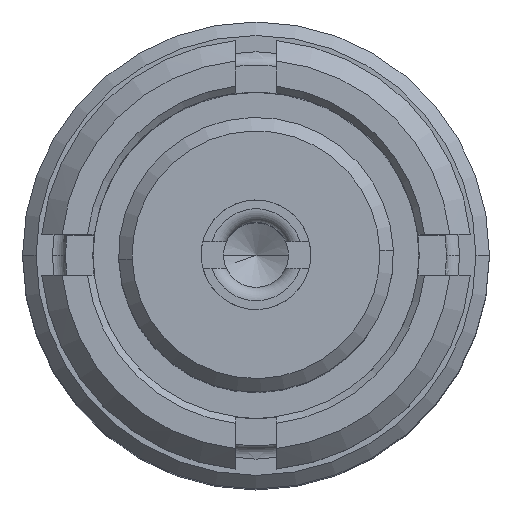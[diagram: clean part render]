
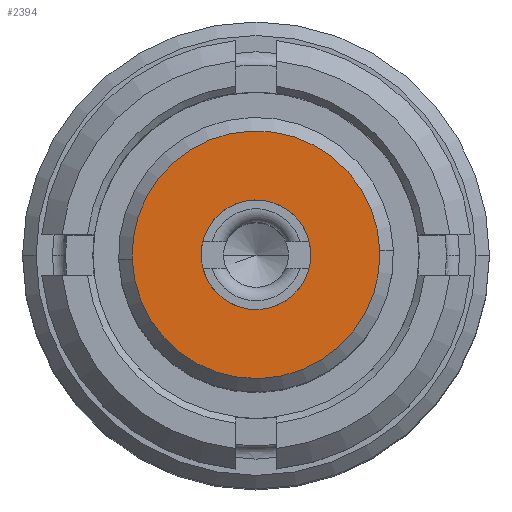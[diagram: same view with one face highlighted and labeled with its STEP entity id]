
A CAD part, top view. The second image highlights one B-rep face of the part: STEP entity #2394.
In plain terms, the highlighted planar face has unit normal (0, 0, 1).
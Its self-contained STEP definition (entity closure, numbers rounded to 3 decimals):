
#115 = ORIENTED_EDGE ( 'NONE', *, *, #3657, .F. ) ;
#118 = CARTESIAN_POINT ( 'NONE',  ( 0., 0., -0.05 ) ) ;
#141 = EDGE_CURVE ( 'NONE', #686, #861, #1786, .T. ) ;
#376 = PLANE ( 'NONE',  #3312 ) ;
#437 = DIRECTION ( 'NONE',  ( 0.999, 0.035, 0. ) ) ;
#478 = EDGE_LOOP ( 'NONE', ( #1431, #3833 ) ) ;
#663 = DIRECTION ( 'NONE',  ( 0., 0., 1. ) ) ;
#686 = VERTEX_POINT ( 'NONE', #2504 ) ;
#759 = CARTESIAN_POINT ( 'NONE',  ( 0., 0., -0.05 ) ) ;
#861 = VERTEX_POINT ( 'NONE', #1284 ) ;
#1039 = DIRECTION ( 'NONE',  ( 0., 0., 1. ) ) ;
#1086 = DIRECTION ( 'NONE',  ( -0.999, -0.035, 0. ) ) ;
#1214 = CIRCLE ( 'NONE', #2471, 0.915 ) ;
#1284 = CARTESIAN_POINT ( 'NONE',  ( 0.405, 0.014, -0.05 ) ) ;
#1288 = EDGE_LOOP ( 'NONE', ( #115, #3336 ) ) ;
#1337 = FACE_OUTER_BOUND ( 'NONE', #478, .T. ) ;
#1431 = ORIENTED_EDGE ( 'NONE', *, *, #1455, .T. ) ;
#1435 = FACE_BOUND ( 'NONE', #1288, .T. ) ;
#1455 = EDGE_CURVE ( 'NONE', #2568, #2090, #2171, .T. ) ;
#1525 = AXIS2_PLACEMENT_3D ( 'NONE', #2487, #663, #2796 ) ;
#1604 = CARTESIAN_POINT ( 'NONE',  ( -0.014, 0.405, -0.05 ) ) ;
#1786 = CIRCLE ( 'NONE', #1525, 0.405 ) ;
#1918 = DIRECTION ( 'NONE',  ( -0.999, -0.035, 0. ) ) ;
#2090 = VERTEX_POINT ( 'NONE', #2335 ) ;
#2171 = CIRCLE ( 'NONE', #3486, 0.915 ) ;
#2243 = DIRECTION ( 'NONE',  ( 0., 0., 1. ) ) ;
#2335 = CARTESIAN_POINT ( 'NONE',  ( 0.914, 0.032, -0.05 ) ) ;
#2394 = ADVANCED_FACE ( 'NONE', ( #1337, #1435 ), #376, .F. ) ;
#2471 = AXIS2_PLACEMENT_3D ( 'NONE', #2844, #1039, #3129 ) ;
#2487 = CARTESIAN_POINT ( 'NONE',  ( 0., 0., -0.05 ) ) ;
#2504 = CARTESIAN_POINT ( 'NONE',  ( -0.405, -0.014, -0.05 ) ) ;
#2568 = VERTEX_POINT ( 'NONE', #3434 ) ;
#2688 = AXIS2_PLACEMENT_3D ( 'NONE', #118, #2243, #437 ) ;
#2796 = DIRECTION ( 'NONE',  ( 0.999, 0.035, 0. ) ) ;
#2844 = CARTESIAN_POINT ( 'NONE',  ( 0., 0., -0.05 ) ) ;
#2880 = DIRECTION ( 'NONE',  ( 0., 0., 1. ) ) ;
#3129 = DIRECTION ( 'NONE',  ( -0.999, -0.035, 0. ) ) ;
#3312 = AXIS2_PLACEMENT_3D ( 'NONE', #1604, #3671, #1918 ) ;
#3336 = ORIENTED_EDGE ( 'NONE', *, *, #141, .F. ) ;
#3434 = CARTESIAN_POINT ( 'NONE',  ( -0.914, -0.032, -0.05 ) ) ;
#3486 = AXIS2_PLACEMENT_3D ( 'NONE', #759, #2880, #1086 ) ;
#3572 = CIRCLE ( 'NONE', #2688, 0.405 ) ;
#3642 = EDGE_CURVE ( 'NONE', #2090, #2568, #1214, .T. ) ;
#3657 = EDGE_CURVE ( 'NONE', #861, #686, #3572, .T. ) ;
#3671 = DIRECTION ( 'NONE',  ( 0., 0., -1. ) ) ;
#3833 = ORIENTED_EDGE ( 'NONE', *, *, #3642, .T. ) ;
